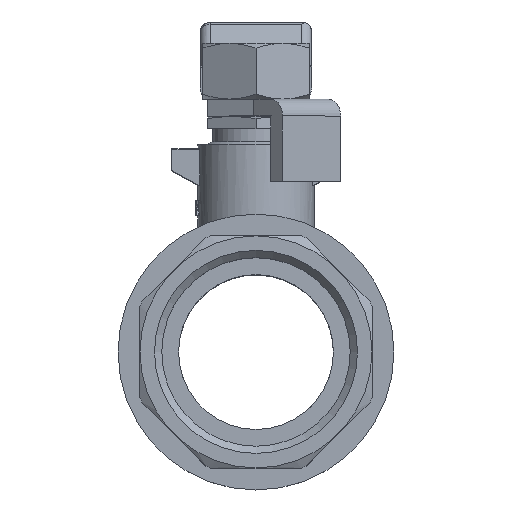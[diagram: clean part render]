
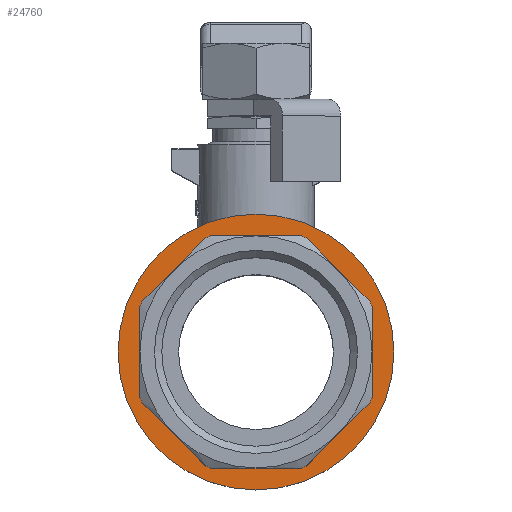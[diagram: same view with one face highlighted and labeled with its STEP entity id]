
A CAD part, top view. The second image highlights one B-rep face of the part: STEP entity #24760.
In plain terms, the highlighted planar face has unit normal (0, 0, 1).
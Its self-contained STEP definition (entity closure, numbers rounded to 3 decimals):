
#3030=PLANE('',#36641);
#4567=LINE('',#57551,#6113);
#4568=LINE('',#57555,#6114);
#4569=LINE('',#57559,#6115);
#4570=LINE('',#57563,#6116);
#4571=LINE('',#57567,#6117);
#4572=LINE('',#57571,#6118);
#4573=LINE('',#57575,#6119);
#4574=LINE('',#57579,#6120);
#6113=VECTOR('',#44909,1000.);
#6114=VECTOR('',#44912,1000.);
#6115=VECTOR('',#44915,1000.);
#6116=VECTOR('',#44918,1000.);
#6117=VECTOR('',#44921,1000.);
#6118=VECTOR('',#44924,1000.);
#6119=VECTOR('',#44927,1000.);
#6120=VECTOR('',#44930,1000.);
#13373=ORIENTED_EDGE('',*,*,#17229,.T.);
#13374=ORIENTED_EDGE('',*,*,#17231,.F.);
#13375=ORIENTED_EDGE('',*,*,#17232,.T.);
#13376=ORIENTED_EDGE('',*,*,#17233,.F.);
#13377=ORIENTED_EDGE('',*,*,#17234,.T.);
#13378=ORIENTED_EDGE('',*,*,#17235,.F.);
#13379=ORIENTED_EDGE('',*,*,#17236,.T.);
#13380=ORIENTED_EDGE('',*,*,#17237,.F.);
#13381=ORIENTED_EDGE('',*,*,#17238,.T.);
#13382=ORIENTED_EDGE('',*,*,#17239,.F.);
#13383=ORIENTED_EDGE('',*,*,#17240,.T.);
#13384=ORIENTED_EDGE('',*,*,#17241,.F.);
#13385=ORIENTED_EDGE('',*,*,#17242,.T.);
#13386=ORIENTED_EDGE('',*,*,#17243,.F.);
#13387=ORIENTED_EDGE('',*,*,#17244,.T.);
#13388=ORIENTED_EDGE('',*,*,#17245,.F.);
#13389=ORIENTED_EDGE('',*,*,#17246,.T.);
#17229=EDGE_CURVE('',#19755,#19755,#20243,.T.);
#17231=EDGE_CURVE('',#19757,#19758,#20245,.T.);
#17232=EDGE_CURVE('',#19757,#19759,#4567,.T.);
#17233=EDGE_CURVE('',#19760,#19759,#20246,.T.);
#17234=EDGE_CURVE('',#19760,#19761,#4568,.T.);
#17235=EDGE_CURVE('',#19762,#19761,#20247,.T.);
#17236=EDGE_CURVE('',#19762,#19763,#4569,.T.);
#17237=EDGE_CURVE('',#19764,#19763,#20248,.T.);
#17238=EDGE_CURVE('',#19764,#19765,#4570,.T.);
#17239=EDGE_CURVE('',#19766,#19765,#20249,.T.);
#17240=EDGE_CURVE('',#19766,#19767,#4571,.T.);
#17241=EDGE_CURVE('',#19768,#19767,#20250,.T.);
#17242=EDGE_CURVE('',#19768,#19769,#4572,.T.);
#17243=EDGE_CURVE('',#19770,#19769,#20251,.T.);
#17244=EDGE_CURVE('',#19770,#19771,#4573,.T.);
#17245=EDGE_CURVE('',#19772,#19771,#20252,.T.);
#17246=EDGE_CURVE('',#19772,#19758,#4574,.T.);
#19755=VERTEX_POINT('',#57544);
#19757=VERTEX_POINT('',#57549);
#19758=VERTEX_POINT('',#57550);
#19759=VERTEX_POINT('',#57552);
#19760=VERTEX_POINT('',#57554);
#19761=VERTEX_POINT('',#57556);
#19762=VERTEX_POINT('',#57558);
#19763=VERTEX_POINT('',#57560);
#19764=VERTEX_POINT('',#57562);
#19765=VERTEX_POINT('',#57564);
#19766=VERTEX_POINT('',#57566);
#19767=VERTEX_POINT('',#57568);
#19768=VERTEX_POINT('',#57570);
#19769=VERTEX_POINT('',#57572);
#19770=VERTEX_POINT('',#57574);
#19771=VERTEX_POINT('',#57576);
#19772=VERTEX_POINT('',#57578);
#20243=CIRCLE('',#36639,28.5);
#20245=CIRCLE('',#36642,25.75);
#20246=CIRCLE('',#36643,25.75);
#20247=CIRCLE('',#36644,25.75);
#20248=CIRCLE('',#36645,25.75);
#20249=CIRCLE('',#36646,25.75);
#20250=CIRCLE('',#36647,25.75);
#20251=CIRCLE('',#36648,25.75);
#20252=CIRCLE('',#36649,25.75);
#21718=EDGE_LOOP('',(#13373));
#21719=EDGE_LOOP('',(#13374,#13375,#13376,#13377,#13378,#13379,#13380,#13381,
#13382,#13383,#13384,#13385,#13386,#13387,#13388,#13389));
#23223=FACE_BOUND('',#21718,.T.);
#23224=FACE_BOUND('',#21719,.T.);
#24760=ADVANCED_FACE('',(#23223,#23224),#3030,.T.);
#36639=AXIS2_PLACEMENT_3D('',#57543,#44901,#44902);
#36641=AXIS2_PLACEMENT_3D('',#57547,#44905,#44906);
#36642=AXIS2_PLACEMENT_3D('',#57548,#44907,#44908);
#36643=AXIS2_PLACEMENT_3D('',#57553,#44910,#44911);
#36644=AXIS2_PLACEMENT_3D('',#57557,#44913,#44914);
#36645=AXIS2_PLACEMENT_3D('',#57561,#44916,#44917);
#36646=AXIS2_PLACEMENT_3D('',#57565,#44919,#44920);
#36647=AXIS2_PLACEMENT_3D('',#57569,#44922,#44923);
#36648=AXIS2_PLACEMENT_3D('',#57573,#44925,#44926);
#36649=AXIS2_PLACEMENT_3D('',#57577,#44928,#44929);
#44901=DIRECTION('',(0.,0.,1.));
#44902=DIRECTION('',(1.,0.,0.));
#44905=DIRECTION('',(0.,0.,1.));
#44906=DIRECTION('',(1.,0.,0.));
#44907=DIRECTION('',(0.,0.,1.));
#44908=DIRECTION('',(1.,0.,0.));
#44909=DIRECTION('',(-0.707,0.707,0.));
#44910=DIRECTION('',(0.,0.,1.));
#44911=DIRECTION('',(1.,0.,0.));
#44912=DIRECTION('',(0.,1.,0.));
#44913=DIRECTION('',(0.,0.,1.));
#44914=DIRECTION('',(1.,0.,0.));
#44915=DIRECTION('',(0.707,0.707,0.));
#44916=DIRECTION('',(0.,0.,1.));
#44917=DIRECTION('',(1.,0.,0.));
#44918=DIRECTION('',(1.,0.,0.));
#44919=DIRECTION('',(0.,0.,1.));
#44920=DIRECTION('',(1.,0.,0.));
#44921=DIRECTION('',(0.707,-0.707,0.));
#44922=DIRECTION('',(0.,0.,1.));
#44923=DIRECTION('',(1.,0.,0.));
#44924=DIRECTION('',(0.,-1.,0.));
#44925=DIRECTION('',(0.,0.,1.));
#44926=DIRECTION('',(1.,0.,0.));
#44927=DIRECTION('',(-0.707,-0.707,0.));
#44928=DIRECTION('',(0.,0.,1.));
#44929=DIRECTION('',(1.,0.,0.));
#44930=DIRECTION('',(-1.,0.,0.));
#57543=CARTESIAN_POINT('',(0.,0.,62.));
#57544=CARTESIAN_POINT('',(28.5,0.,62.));
#57547=CARTESIAN_POINT('',(-6.945,-26.482,62.));
#57548=CARTESIAN_POINT('',(0.,0.,62.));
#57549=CARTESIAN_POINT('',(-10.373,-23.568,62.));
#57550=CARTESIAN_POINT('',(-9.331,-24.,62.));
#57551=CARTESIAN_POINT('',(-6.945,-26.996,62.));
#57552=CARTESIAN_POINT('',(-23.568,-10.373,62.));
#57553=CARTESIAN_POINT('',(0.,0.,62.));
#57554=CARTESIAN_POINT('',(-24.,-9.331,62.));
#57555=CARTESIAN_POINT('',(-24.,-26.482,62.));
#57556=CARTESIAN_POINT('',(-24.,9.331,62.));
#57557=CARTESIAN_POINT('',(0.,0.,62.));
#57558=CARTESIAN_POINT('',(-23.568,10.373,62.));
#57559=CARTESIAN_POINT('',(-6.945,26.996,62.));
#57560=CARTESIAN_POINT('',(-10.373,23.568,62.));
#57561=CARTESIAN_POINT('',(0.,0.,62.));
#57562=CARTESIAN_POINT('',(-9.331,24.,62.));
#57563=CARTESIAN_POINT('',(-6.945,24.,62.));
#57564=CARTESIAN_POINT('',(9.331,24.,62.));
#57565=CARTESIAN_POINT('',(0.,0.,62.));
#57566=CARTESIAN_POINT('',(10.373,23.568,62.));
#57567=CARTESIAN_POINT('',(60.423,-26.482,62.));
#57568=CARTESIAN_POINT('',(23.568,10.373,62.));
#57569=CARTESIAN_POINT('',(0.,0.,62.));
#57570=CARTESIAN_POINT('',(24.,9.331,62.));
#57571=CARTESIAN_POINT('',(24.,-26.482,62.));
#57572=CARTESIAN_POINT('',(24.,-9.331,62.));
#57573=CARTESIAN_POINT('',(0.,0.,62.));
#57574=CARTESIAN_POINT('',(23.568,-10.373,62.));
#57575=CARTESIAN_POINT('',(7.459,-26.482,62.));
#57576=CARTESIAN_POINT('',(10.373,-23.568,62.));
#57577=CARTESIAN_POINT('',(0.,0.,62.));
#57578=CARTESIAN_POINT('',(9.331,-24.,62.));
#57579=CARTESIAN_POINT('',(-6.945,-24.,62.));
